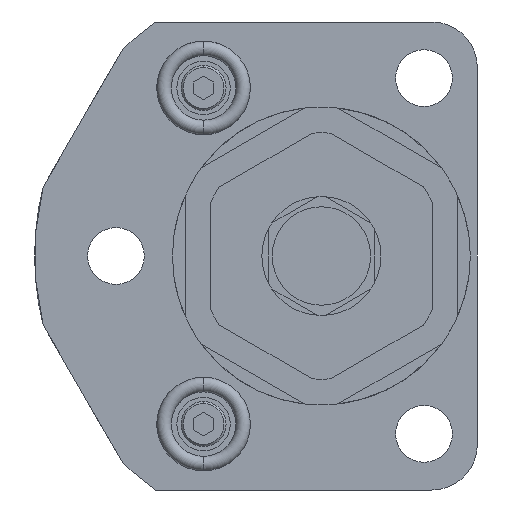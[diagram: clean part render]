
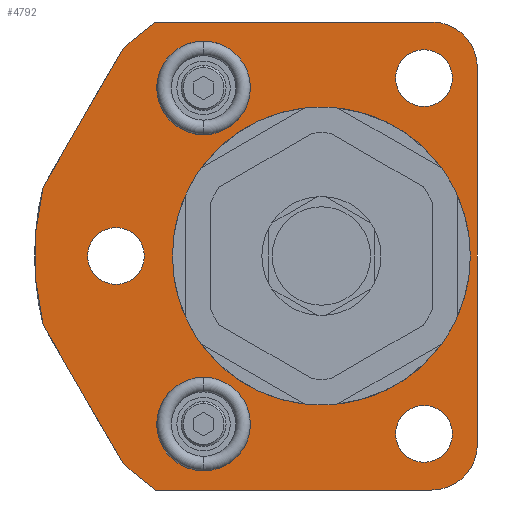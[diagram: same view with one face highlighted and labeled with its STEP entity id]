
A CAD part, front view. The second image highlights one B-rep face of the part: STEP entity #4792.
In plain terms, the highlighted planar face has unit normal (0, -1, 0).
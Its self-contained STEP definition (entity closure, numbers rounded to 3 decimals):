
#823=CARTESIAN_POINT('',(0.,0.,0.));
#824=DIRECTION('',(0.,-1.,0.));
#825=DIRECTION('',(-0.971,0.,0.24));
#826=AXIS2_PLACEMENT_3D('',#823,#824,#825);
#831=CARTESIAN_POINT('',(0.,0.,0.));
#832=DIRECTION('',(0.,-1.,0.));
#833=DIRECTION('',(-0.693,0.,-0.721));
#834=AXIS2_PLACEMENT_3D('',#831,#832,#833);
#839=CARTESIAN_POINT('',(0.,0.,0.));
#840=DIRECTION('',(0.,-1.,0.));
#841=DIRECTION('',(-0.578,0.,0.816));
#842=AXIS2_PLACEMENT_3D('',#839,#840,#841);
#961=CARTESIAN_POINT('',(0.,0.,0.));
#962=DIRECTION('',(0.,-1.,0.));
#963=DIRECTION('',(1.,0.,0.));
#964=AXIS2_PLACEMENT_3D('',#961,#962,#963);
#969=CARTESIAN_POINT('',(0.,0.,0.));
#970=DIRECTION('',(0.,1.,0.));
#971=DIRECTION('',(1.,0.,0.));
#972=AXIS2_PLACEMENT_3D('',#969,#970,#971);
#977=CARTESIAN_POINT('',(13.436,0.,-22.936));
#978=DIRECTION('',(0.,-1.,0.));
#979=DIRECTION('',(0.,0.,-1.));
#980=AXIS2_PLACEMENT_3D('',#977,#978,#979);
#985=DIRECTION('',(-1.,0.,0.));
#986=VECTOR('',#985,33.624);
#987=CARTESIAN_POINT('',(13.436,0.,-28.499));
#988=LINE('',#987,#986);
#992=DIRECTION('',(0.5,0.,-0.866));
#993=VECTOR('',#992,19.386);
#994=CARTESIAN_POINT('',(-33.904,0.,-8.382));
#995=LINE('',#994,#993);
#999=DIRECTION('',(0.5,0.,0.866));
#1000=VECTOR('',#999,19.386);
#1001=CARTESIAN_POINT('',(-33.904,0.,8.382));
#1002=LINE('',#1001,#1000);
#1006=DIRECTION('',(1.,0.,0.));
#1007=VECTOR('',#1006,33.624);
#1008=CARTESIAN_POINT('',(-20.188,0.,28.499));
#1009=LINE('',#1008,#1007);
#1013=CARTESIAN_POINT('',(13.436,0.,22.936));
#1014=DIRECTION('',(0.,-1.,0.));
#1015=DIRECTION('',(1.,0.,0.));
#1016=AXIS2_PLACEMENT_3D('',#1013,#1014,#1015);
#1021=DIRECTION('',(0.,0.,1.));
#1022=VECTOR('',#1021,45.872);
#1023=CARTESIAN_POINT('',(18.999,0.,-22.936));
#1024=LINE('',#1023,#1022);
#1028=CARTESIAN_POINT('',(12.497,0.,21.666));
#1029=DIRECTION('',(0.,-1.,0.));
#1030=DIRECTION('',(1.,0.,0.));
#1031=AXIS2_PLACEMENT_3D('',#1028,#1029,#1030);
#1036=CARTESIAN_POINT('',(12.497,0.,21.666));
#1037=DIRECTION('',(0.,-1.,0.));
#1038=DIRECTION('',(-1.,0.,0.));
#1039=AXIS2_PLACEMENT_3D('',#1036,#1037,#1038);
#1044=CARTESIAN_POINT('',(12.497,0.,-21.666));
#1045=DIRECTION('',(0.,-1.,0.));
#1046=DIRECTION('',(1.,0.,0.));
#1047=AXIS2_PLACEMENT_3D('',#1044,#1045,#1046);
#1052=CARTESIAN_POINT('',(12.497,0.,-21.666));
#1053=DIRECTION('',(0.,-1.,0.));
#1054=DIRECTION('',(-1.,0.,0.));
#1055=AXIS2_PLACEMENT_3D('',#1052,#1053,#1054);
#1060=CARTESIAN_POINT('',(-25.019,0.,0.));
#1061=DIRECTION('',(0.,-1.,0.));
#1062=DIRECTION('',(1.,0.,0.));
#1063=AXIS2_PLACEMENT_3D('',#1060,#1061,#1062);
#1068=CARTESIAN_POINT('',(-25.019,0.,0.));
#1069=DIRECTION('',(0.,-1.,0.));
#1070=DIRECTION('',(-1.,0.,0.));
#1071=AXIS2_PLACEMENT_3D('',#1068,#1069,#1070);
#1076=CARTESIAN_POINT('',(-14.351,0.,-20.472));
#1077=DIRECTION('',(0.,1.,0.));
#1078=DIRECTION('',(-1.,0.,0.));
#1079=AXIS2_PLACEMENT_3D('',#1076,#1077,#1078);
#1084=CARTESIAN_POINT('',(-14.351,0.,-20.472));
#1085=DIRECTION('',(0.,1.,0.));
#1086=DIRECTION('',(1.,0.,0.));
#1087=AXIS2_PLACEMENT_3D('',#1084,#1085,#1086);
#1092=CARTESIAN_POINT('',(-14.351,0.,20.473));
#1093=DIRECTION('',(0.,1.,0.));
#1094=DIRECTION('',(-1.,0.,0.));
#1095=AXIS2_PLACEMENT_3D('',#1092,#1093,#1094);
#1100=CARTESIAN_POINT('',(-14.351,0.,20.473));
#1101=DIRECTION('',(0.,1.,0.));
#1102=DIRECTION('',(1.,0.,0.));
#1103=AXIS2_PLACEMENT_3D('',#1100,#1101,#1102);
#3538=CARTESIAN_POINT('',(18.136,0.,0.));
#3539=CARTESIAN_POINT('',(-18.136,0.,0.));
#3540=VERTEX_POINT('',#3538);
#3541=VERTEX_POINT('',#3539);
#3542=CARTESIAN_POINT('',(-33.904,0.,-8.382));
#3543=CARTESIAN_POINT('',(-24.211,0.,-25.171));
#3544=VERTEX_POINT('',#3542);
#3545=VERTEX_POINT('',#3543);
#3546=CARTESIAN_POINT('',(-33.904,0.,8.382));
#3547=CARTESIAN_POINT('',(-24.211,0.,25.171));
#3548=VERTEX_POINT('',#3546);
#3549=VERTEX_POINT('',#3547);
#3550=CARTESIAN_POINT('',(-20.188,0.,28.499));
#3551=VERTEX_POINT('',#3550);
#3552=CARTESIAN_POINT('',(-20.188,0.,-28.499));
#3553=VERTEX_POINT('',#3552);
#3554=CARTESIAN_POINT('',(15.952,0.,21.666));
#3555=CARTESIAN_POINT('',(9.043,0.,21.666));
#3556=VERTEX_POINT('',#3554);
#3557=VERTEX_POINT('',#3555);
#3666=CARTESIAN_POINT('',(-20.054,0.,-20.472));
#3667=CARTESIAN_POINT('',(-8.649,0.,-20.472));
#3668=VERTEX_POINT('',#3666);
#3669=VERTEX_POINT('',#3667);
#3682=CARTESIAN_POINT('',(-20.054,0.,20.473));
#3683=CARTESIAN_POINT('',(-8.649,0.,20.473));
#3684=VERTEX_POINT('',#3682);
#3685=VERTEX_POINT('',#3683);
#3708=CARTESIAN_POINT('',(15.951,0.,-21.666));
#3709=CARTESIAN_POINT('',(9.042,0.,-21.666));
#3710=VERTEX_POINT('',#3708);
#3711=VERTEX_POINT('',#3709);
#3712=CARTESIAN_POINT('',(-21.565,0.,0.));
#3713=CARTESIAN_POINT('',(-28.474,0.,0.));
#3714=VERTEX_POINT('',#3712);
#3715=VERTEX_POINT('',#3713);
#3740=CARTESIAN_POINT('',(13.436,0.,-28.499));
#3741=CARTESIAN_POINT('',(18.999,0.,-22.936));
#3742=VERTEX_POINT('',#3740);
#3743=VERTEX_POINT('',#3741);
#3744=CARTESIAN_POINT('',(18.999,0.,22.936));
#3745=CARTESIAN_POINT('',(13.436,0.,28.499));
#3746=VERTEX_POINT('',#3744);
#3747=VERTEX_POINT('',#3745);
#4733=CARTESIAN_POINT('',(0.,0.,0.));
#4734=DIRECTION('',(0.,-1.,0.));
#4735=DIRECTION('',(-1.,0.,0.));
#4736=AXIS2_PLACEMENT_3D('',#4733,#4734,#4735);
#4737=PLANE('',#4736);
#4739=ORIENTED_EDGE('',*,*,#4738,.F.);
#4741=ORIENTED_EDGE('',*,*,#4740,.T.);
#4742=ORIENTED_EDGE('',*,*,#4663,.F.);
#4744=ORIENTED_EDGE('',*,*,#4743,.F.);
#4745=ORIENTED_EDGE('',*,*,#4648,.F.);
#4746=ORIENTED_EDGE('',*,*,#4721,.T.);
#4747=ORIENTED_EDGE('',*,*,#4679,.F.);
#4749=ORIENTED_EDGE('',*,*,#4748,.T.);
#4751=ORIENTED_EDGE('',*,*,#4750,.F.);
#4753=ORIENTED_EDGE('',*,*,#4752,.F.);
#4754=EDGE_LOOP('',(#4739,#4741,#4742,#4744,#4745,#4746,#4747,#4749,#4751,
#4753));
#4755=FACE_OUTER_BOUND('',#4754,.F.);
#4757=ORIENTED_EDGE('',*,*,#4756,.T.);
#4759=ORIENTED_EDGE('',*,*,#4758,.F.);
#4760=EDGE_LOOP('',(#4757,#4759));
#4761=FACE_BOUND('',#4760,.F.);
#4763=ORIENTED_EDGE('',*,*,#4762,.T.);
#4765=ORIENTED_EDGE('',*,*,#4764,.T.);
#4766=EDGE_LOOP('',(#4763,#4765));
#4767=FACE_BOUND('',#4766,.F.);
#4769=ORIENTED_EDGE('',*,*,#4768,.T.);
#4771=ORIENTED_EDGE('',*,*,#4770,.T.);
#4772=EDGE_LOOP('',(#4769,#4771));
#4773=FACE_BOUND('',#4772,.F.);
#4775=ORIENTED_EDGE('',*,*,#4774,.T.);
#4777=ORIENTED_EDGE('',*,*,#4776,.T.);
#4778=EDGE_LOOP('',(#4775,#4777));
#4779=FACE_BOUND('',#4778,.F.);
#4781=ORIENTED_EDGE('',*,*,#4780,.F.);
#4783=ORIENTED_EDGE('',*,*,#4782,.F.);
#4784=EDGE_LOOP('',(#4781,#4783));
#4785=FACE_BOUND('',#4784,.F.);
#4787=ORIENTED_EDGE('',*,*,#4786,.F.);
#4789=ORIENTED_EDGE('',*,*,#4788,.F.);
#4790=EDGE_LOOP('',(#4787,#4789));
#4791=FACE_BOUND('',#4790,.F.);
#827=CIRCLE('',#826,34.925);
#835=CIRCLE('',#834,34.925);
#843=CIRCLE('',#842,34.925);
#965=CIRCLE('',#964,18.136);
#973=CIRCLE('',#972,18.136);
#981=CIRCLE('',#980,5.563);
#1017=CIRCLE('',#1016,5.563);
#1032=CIRCLE('',#1031,3.455);
#1040=CIRCLE('',#1039,3.455);
#1048=CIRCLE('',#1047,3.455);
#1056=CIRCLE('',#1055,3.455);
#1064=CIRCLE('',#1063,3.455);
#1072=CIRCLE('',#1071,3.455);
#1080=CIRCLE('',#1079,5.703);
#1088=CIRCLE('',#1087,5.703);
#1096=CIRCLE('',#1095,5.703);
#1104=CIRCLE('',#1103,5.703);
#4648=EDGE_CURVE('',#3548,#3544,#827,.T.);
#4663=EDGE_CURVE('',#3545,#3553,#835,.T.);
#4679=EDGE_CURVE('',#3551,#3549,#843,.T.);
#4721=EDGE_CURVE('',#3548,#3549,#1002,.T.);
#4738=EDGE_CURVE('',#3742,#3743,#981,.T.);
#4740=EDGE_CURVE('',#3742,#3553,#988,.T.);
#4743=EDGE_CURVE('',#3544,#3545,#995,.T.);
#4748=EDGE_CURVE('',#3551,#3747,#1009,.T.);
#4750=EDGE_CURVE('',#3746,#3747,#1017,.T.);
#4752=EDGE_CURVE('',#3743,#3746,#1024,.T.);
#4756=EDGE_CURVE('',#3540,#3541,#965,.T.);
#4758=EDGE_CURVE('',#3540,#3541,#973,.T.);
#4762=EDGE_CURVE('',#3556,#3557,#1032,.T.);
#4764=EDGE_CURVE('',#3557,#3556,#1040,.T.);
#4768=EDGE_CURVE('',#3710,#3711,#1048,.T.);
#4770=EDGE_CURVE('',#3711,#3710,#1056,.T.);
#4774=EDGE_CURVE('',#3714,#3715,#1064,.T.);
#4776=EDGE_CURVE('',#3715,#3714,#1072,.T.);
#4780=EDGE_CURVE('',#3668,#3669,#1080,.T.);
#4782=EDGE_CURVE('',#3669,#3668,#1088,.T.);
#4786=EDGE_CURVE('',#3684,#3685,#1096,.T.);
#4788=EDGE_CURVE('',#3685,#3684,#1104,.T.);
#4792=ADVANCED_FACE('',(#4755,#4761,#4767,#4773,#4779,#4785,#4791),#4737,.T.);
